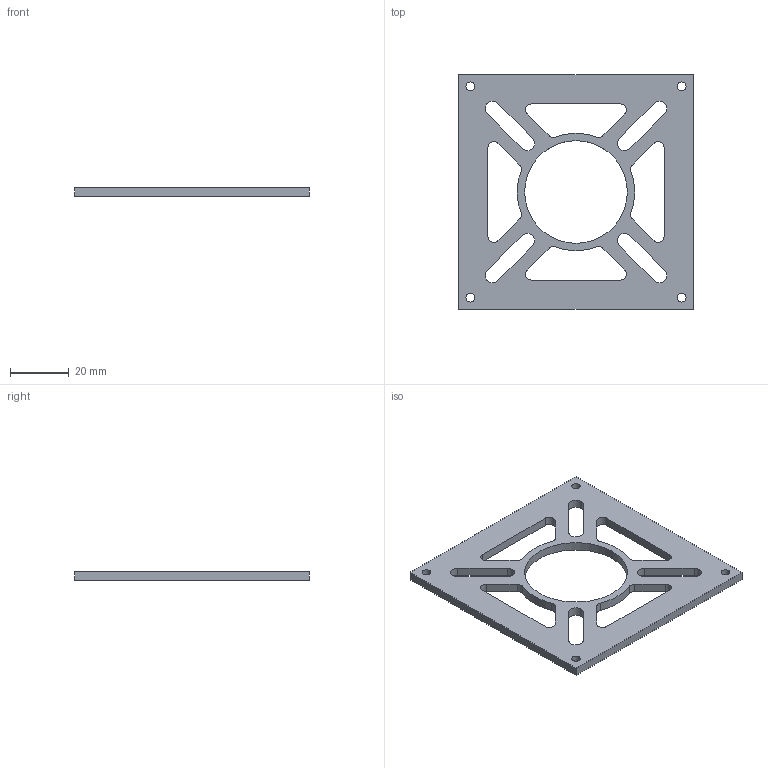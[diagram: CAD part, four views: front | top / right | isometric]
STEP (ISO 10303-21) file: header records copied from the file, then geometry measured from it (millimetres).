
FILE_DESCRIPTION (( 'STEP AP203' ), '1' );
FILE_NAME ('Öá³Ðµ²°åx4-Ì¼°å.STEP', '2024-11-05T11:29:02', ( '' ), ( '' ), 'SwSTEP 2.0', 'SolidWorks 2020', '' );
FILE_SCHEMA (( 'CONFIG_CONTROL_DESIGN' ));
Length unit declared in the file: millimetre
Products named in the file (1): 粣創結啣x4-抯啣
Bounding box: 80 x 80 x 3 mm (x, y, z)
Volume: 11360.8 mm3; surface area: 10524.7 mm2
Topology: 1 solids, 1 shells, 73 faces, 213 edges, 142 vertices
Faces by surface type: cylinder 47, plane 26
Entity records: 2590 total; most frequent: DIRECTION 455, CARTESIAN_POINT 429, ORIENTED_EDGE 426, EDGE_CURVE 213, AXIS2_PLACEMENT_3D 168, VERTEX_POINT 142, LINE 119, VECTOR 119
